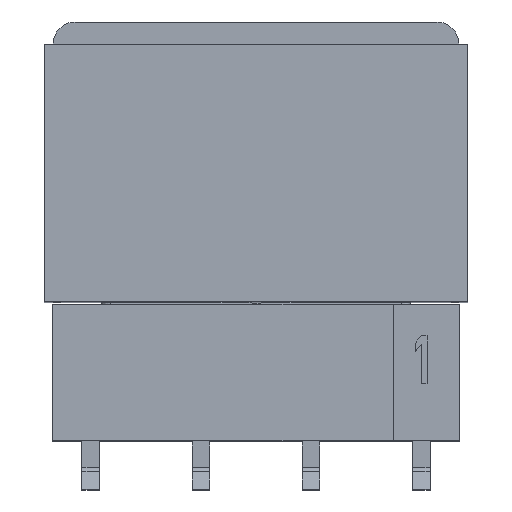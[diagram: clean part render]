
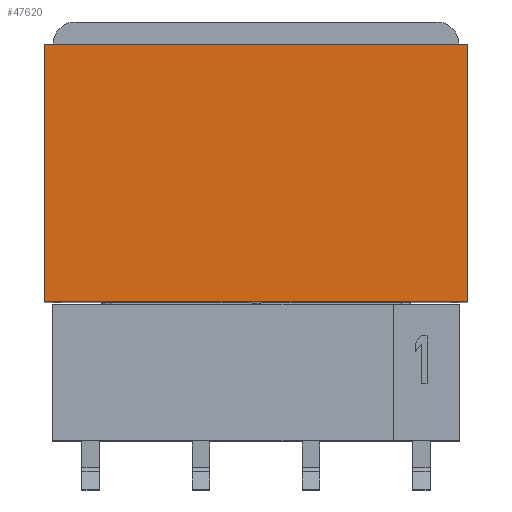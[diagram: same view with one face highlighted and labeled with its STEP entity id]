
A CAD part, top view. The second image highlights one B-rep face of the part: STEP entity #47620.
In plain terms, the highlighted planar face has unit normal (0, 0, 1).
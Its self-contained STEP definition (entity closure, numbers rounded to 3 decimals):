
#45170=CARTESIAN_POINT('',(-4.8,4.15,
3.8));
#45180=VERTEX_POINT('',#45170);
#45350=CARTESIAN_POINT('',(4.8,4.15,3.8));
#45360=VERTEX_POINT('',#45350);
#45390=CARTESIAN_POINT('',(30.795,4.15,3.8))
;
#45400=DIRECTION('',(1.,0.,0.));
#45410=VECTOR('',#45400,1.);
#45420=LINE('',#45390,#45410);
#45430=EDGE_CURVE('',#45180,#45360,#45420,.T.);
#45870=CARTESIAN_POINT('',(30.795,-1.7,3.8)
);
#45880=DIRECTION('',(1.,0.,0.));
#45890=VECTOR('',#45880,1.);
#45900=LINE('',#45870,#45890);
#45910=CARTESIAN_POINT('',(-4.8,-1.7,3.8));
#45920=VERTEX_POINT('',#45910);
#45930=CARTESIAN_POINT('',(4.8,-1.7,3.8));
#45940=VERTEX_POINT('',#45930);
#45950=EDGE_CURVE('',#45920,#45940,#45900,.T.);
#47360=CARTESIAN_POINT('',(4.8,31.426,3.8))
;
#47370=DIRECTION('',(0.,-1.,0.));
#47380=VECTOR('',#47370,1.);
#47390=LINE('',#47360,#47380);
#47400=EDGE_CURVE('',#45360,#45940,#47390,.T.);
#47460=CARTESIAN_POINT('',(-4.8,4.65,3.8));
#47470=DIRECTION('',(0.,0.,1.));
#47480=DIRECTION('',(0.,-1.,0.));
#47490=AXIS2_PLACEMENT_3D('',#47460,#47470,#47480);
#47500=PLANE('',#47490);
#47510=ORIENTED_EDGE('',*,*,#47400,.F.);
#47520=ORIENTED_EDGE('',*,*,#45950,.T.);
#47530=CARTESIAN_POINT('',(-4.8,31.426,3.8)
);
#47540=DIRECTION('',(0.,1.,0.));
#47550=VECTOR('',#47540,1.);
#47560=LINE('',#47530,#47550);
#47570=EDGE_CURVE('',#45920,#45180,#47560,.T.);
#47580=ORIENTED_EDGE('',*,*,#47570,.F.);
#47590=ORIENTED_EDGE('',*,*,#45430,.F.);
#47600=EDGE_LOOP('',(#47590,#47580,#47520,#47510));
#47610=FACE_OUTER_BOUND('',#47600,.T.);
#47620=ADVANCED_FACE('',(#47610),#47500,.T.);
